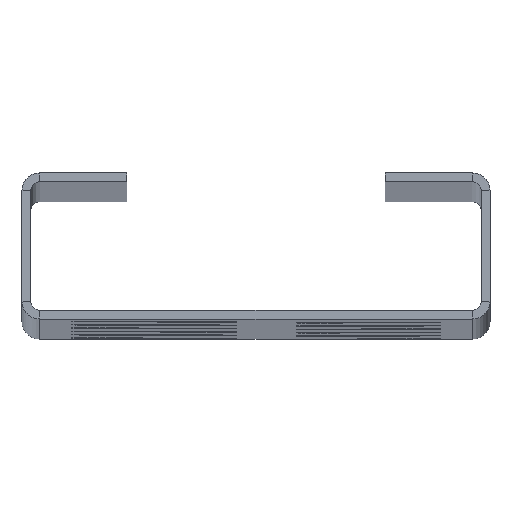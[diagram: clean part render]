
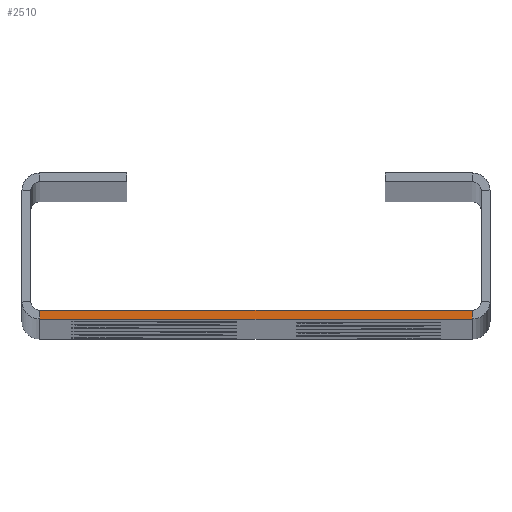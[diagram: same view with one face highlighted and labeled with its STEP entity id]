
A CAD part, top view. The second image highlights one B-rep face of the part: STEP entity #2510.
In plain terms, the highlighted planar face has unit normal (0, 0, 1).
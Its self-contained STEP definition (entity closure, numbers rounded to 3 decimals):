
#458 = AXIS2_PLACEMENT_3D ( 'NONE', #1271, #4917, #2185 ) ;
#652 = EDGE_CURVE ( 'NONE', #2870, #5030, #4233, .T. ) ;
#666 = VERTEX_POINT ( 'NONE', #4731 ) ;
#698 = ORIENTED_EDGE ( 'NONE', *, *, #5486, .T. ) ;
#773 = VECTOR ( 'NONE', #828, 1000. ) ;
#777 = CARTESIAN_POINT ( 'NONE',  ( 76.2, -50., 3920. ) ) ;
#828 = DIRECTION ( 'NONE',  ( 1., 0., 0. ) ) ;
#853 = ORIENTED_EDGE ( 'NONE', *, *, #652, .T. ) ;
#1089 = CARTESIAN_POINT ( 'NONE',  ( -77.8, -50., 3920. ) ) ;
#1271 = CARTESIAN_POINT ( 'NONE',  ( 79.2, -44., 3920. ) ) ;
#1965 = LINE ( 'NONE', #2190, #773 ) ;
#2075 = EDGE_CURVE ( 'NONE', #666, #2291, #1965, .T. ) ;
#2185 = DIRECTION ( 'NONE',  ( 1., 0., 0. ) ) ;
#2190 = CARTESIAN_POINT ( 'NONE',  ( -77.8, -47., 3920. ) ) ;
#2291 = VERTEX_POINT ( 'NONE', #3356 ) ;
#2361 = LINE ( 'NONE', #3306, #5879 ) ;
#2510 = ADVANCED_FACE ( 'NONE', ( #4547 ), #4450, .T. ) ;
#2870 = VERTEX_POINT ( 'NONE', #3875 ) ;
#2901 = CARTESIAN_POINT ( 'NONE',  ( -71.8, -47., 3920. ) ) ;
#2938 = EDGE_LOOP ( 'NONE', ( #853, #4329, #3502, #698 ) ) ;
#3306 = CARTESIAN_POINT ( 'NONE',  ( 76.2, -50., 3920. ) ) ;
#3356 = CARTESIAN_POINT ( 'NONE',  ( 76.2, -47., 3920. ) ) ;
#3358 = DIRECTION ( 'NONE',  ( 1., 0., 0. ) ) ;
#3502 = ORIENTED_EDGE ( 'NONE', *, *, #2075, .F. ) ;
#3875 = CARTESIAN_POINT ( 'NONE',  ( -71.8, -50., 3920. ) ) ;
#4222 = DIRECTION ( 'NONE',  ( 0., 1., 0. ) ) ;
#4233 = LINE ( 'NONE', #1089, #5766 ) ;
#4329 = ORIENTED_EDGE ( 'NONE', *, *, #4454, .T. ) ;
#4450 = PLANE ( 'NONE',  #458 ) ;
#4454 = EDGE_CURVE ( 'NONE', #5030, #2291, #2361, .T. ) ;
#4547 = FACE_OUTER_BOUND ( 'NONE', #2938, .T. ) ;
#4731 = CARTESIAN_POINT ( 'NONE',  ( -71.8, -47., 3920. ) ) ;
#4795 = VECTOR ( 'NONE', #5214, 1000. ) ;
#4917 = DIRECTION ( 'NONE',  ( 0., 0., 1. ) ) ;
#5030 = VERTEX_POINT ( 'NONE', #777 ) ;
#5074 = LINE ( 'NONE', #2901, #4795 ) ;
#5214 = DIRECTION ( 'NONE',  ( 0., -1., 0. ) ) ;
#5486 = EDGE_CURVE ( 'NONE', #666, #2870, #5074, .T. ) ;
#5766 = VECTOR ( 'NONE', #3358, 1000. ) ;
#5879 = VECTOR ( 'NONE', #4222, 1000. ) ;
